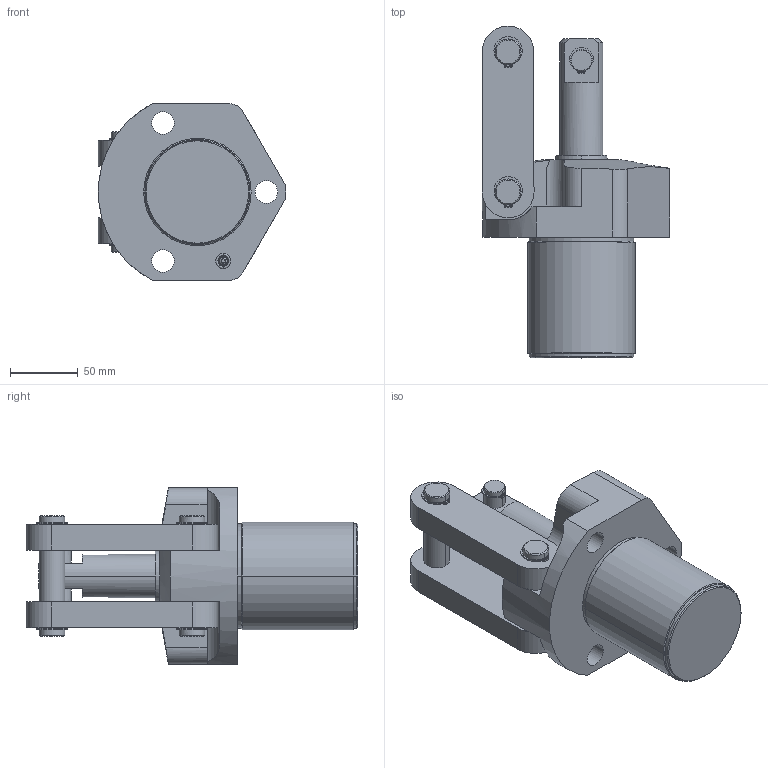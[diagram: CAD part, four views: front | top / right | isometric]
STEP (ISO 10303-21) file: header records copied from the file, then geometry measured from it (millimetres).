
FILE_DESCRIPTION((''),'2;1');
FILE_NAME('ILC16611600','2023-02-03T11:22:26',('rkuestersteffen'),(''),'CREO PARAMETRIC BY PTC INC, 2021164','CREO PARAMETRIC BY PTC INC, 2021164','');
FILE_SCHEMA(('AUTOMOTIVE_DESIGN { 1 0 10303 214 1 1 1 1 }'));
Length unit declared in the file: inch
Products named in the file (1): ILC16611600
Bounding box: 138.12 x 244.45 x 130.18 mm (x, y, z)
Volume: 1319283.7 mm3; surface area: 151848.2 mm2
Topology: 2 solids, 6 shells, 262 faces, 678 edges, 441 vertices
Faces by surface type: cylinder 119, plane 107, cone 30, torus 4, sphere 2
Entity records: 8815 total; most frequent: CARTESIAN_POINT 1686, DIRECTION 1555, ORIENTED_EDGE 1342, EDGE_CURVE 676, AXIS2_PLACEMENT_3D 590, VERTEX_POINT 441, VECTOR 372, LINE 372
